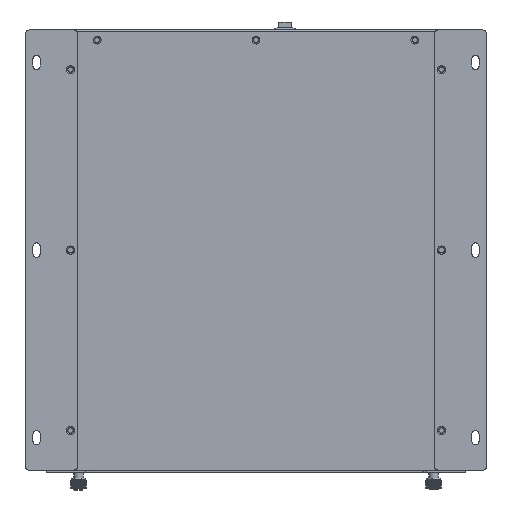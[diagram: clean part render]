
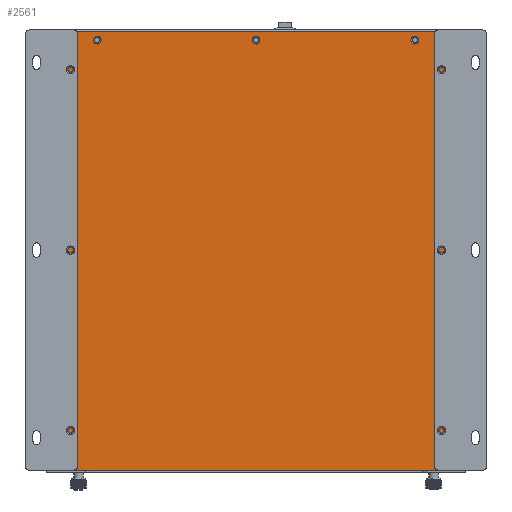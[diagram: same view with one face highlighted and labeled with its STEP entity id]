
A CAD part, front view. The second image highlights one B-rep face of the part: STEP entity #2561.
In plain terms, the highlighted planar face has unit normal (0, -1, 0).
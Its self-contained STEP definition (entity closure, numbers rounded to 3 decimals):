
#1384 = VECTOR ( 'NONE', #31890, 1000. ) ;
#1501 = CARTESIAN_POINT ( 'NONE',  ( 0., -87., -4.25 ) ) ;
#2104 = VERTEX_POINT ( 'NONE', #17745 ) ;
#2272 = VERTEX_POINT ( 'NONE', #25320 ) ;
#2561 = ADVANCED_FACE ( 'NONE', ( #30296, #27041, #36636, #6855 ), #17266, .F. ) ;
#3153 = DIRECTION ( 'NONE',  ( 0., 0., 1. ) ) ;
#3469 = DIRECTION ( 'NONE',  ( 0., 1., 0. ) ) ;
#3683 = CARTESIAN_POINT ( 'NONE',  ( 145., -87., -1.1 ) ) ;
#4009 = DIRECTION ( 'NONE',  ( 0., 1., 0. ) ) ;
#4745 = EDGE_LOOP ( 'NONE', ( #7289, #38737 ) ) ;
#5421 = VERTEX_POINT ( 'NONE', #19692 ) ;
#5946 = LINE ( 'NONE', #16804, #9934 ) ;
#6855 = FACE_BOUND ( 'NONE', #4745, .T. ) ;
#6930 = ORIENTED_EDGE ( 'NONE', *, *, #27484, .F. ) ;
#6933 = DIRECTION ( 'NONE',  ( 0., 1., 0. ) ) ;
#6955 = DIRECTION ( 'NONE',  ( 1., 0., 0. ) ) ;
#7289 = ORIENTED_EDGE ( 'NONE', *, *, #9279, .T. ) ;
#7751 = VECTOR ( 'NONE', #21034, 1000. ) ;
#8109 = DIRECTION ( 'NONE',  ( 0., 0., 1. ) ) ;
#8365 = ORIENTED_EDGE ( 'NONE', *, *, #36561, .F. ) ;
#8393 = VERTEX_POINT ( 'NONE', #31540 ) ;
#8421 = EDGE_CURVE ( 'NONE', #24603, #2272, #39462, .T. ) ;
#8610 = VERTEX_POINT ( 'NONE', #10232 ) ;
#8835 = VERTEX_POINT ( 'NONE', #1501 ) ;
#9279 = EDGE_CURVE ( 'NONE', #8610, #2104, #15210, .T. ) ;
#9701 = DIRECTION ( 'NONE',  ( 0., 1., 0. ) ) ;
#9934 = VECTOR ( 'NONE', #19646, 1000. ) ;
#10232 = CARTESIAN_POINT ( 'NONE',  ( 110., -87., -9.75 ) ) ;
#10403 = ORIENTED_EDGE ( 'NONE', *, *, #34935, .F. ) ;
#12016 = CARTESIAN_POINT ( 'NONE',  ( -145., -87., -1.1 ) ) ;
#12416 = EDGE_CURVE ( 'NONE', #5421, #14324, #5946, .T. ) ;
#12707 = AXIS2_PLACEMENT_3D ( 'NONE', #39368, #3469, #13249 ) ;
#13249 = DIRECTION ( 'NONE',  ( 0., 0., 1. ) ) ;
#13673 = ORIENTED_EDGE ( 'NONE', *, *, #38837, .T. ) ;
#13988 = CIRCLE ( 'NONE', #19551, 2.75 ) ;
#14073 = CARTESIAN_POINT ( 'NONE',  ( 145., -87., -1.1 ) ) ;
#14324 = VERTEX_POINT ( 'NONE', #21619 ) ;
#14722 = ORIENTED_EDGE ( 'NONE', *, *, #12416, .F. ) ;
#14924 = DIRECTION ( 'NONE',  ( 1., 0., 0. ) ) ;
#15210 = CIRCLE ( 'NONE', #36753, 2.75 ) ;
#15600 = EDGE_CURVE ( 'NONE', #41801, #5421, #35377, .T. ) ;
#16804 = CARTESIAN_POINT ( 'NONE',  ( 145., -87., -305. ) ) ;
#16977 = CARTESIAN_POINT ( 'NONE',  ( 145., -87., -1.1 ) ) ;
#17266 = PLANE ( 'NONE',  #26802 ) ;
#17285 = CARTESIAN_POINT ( 'NONE',  ( 110., -87., -7. ) ) ;
#17745 = CARTESIAN_POINT ( 'NONE',  ( 110., -87., -4.25 ) ) ;
#17887 = CARTESIAN_POINT ( 'NONE',  ( 0., -87., -7. ) ) ;
#18075 = DIRECTION ( 'NONE',  ( 0., 1., 0. ) ) ;
#18196 = LINE ( 'NONE', #14073, #7751 ) ;
#19016 = ORIENTED_EDGE ( 'NONE', *, *, #21962, .F. ) ;
#19551 = AXIS2_PLACEMENT_3D ( 'NONE', #36717, #6933, #22797 ) ;
#19637 = CIRCLE ( 'NONE', #12707, 2.75 ) ;
#19646 = DIRECTION ( 'NONE',  ( -1., 0., 0. ) ) ;
#19692 = CARTESIAN_POINT ( 'NONE',  ( 145., -87., -305. ) ) ;
#20103 = CARTESIAN_POINT ( 'NONE',  ( 0., -87., 0. ) ) ;
#20536 = DIRECTION ( 'NONE',  ( 0., 0., -1. ) ) ;
#20814 = ORIENTED_EDGE ( 'NONE', *, *, #8421, .T. ) ;
#21034 = DIRECTION ( 'NONE',  ( 1., 0., 0. ) ) ;
#21471 = EDGE_CURVE ( 'NONE', #2104, #8610, #33540, .T. ) ;
#21619 = CARTESIAN_POINT ( 'NONE',  ( -145., -87., -305. ) ) ;
#21789 = EDGE_CURVE ( 'NONE', #2272, #24603, #19637, .T. ) ;
#21962 = EDGE_CURVE ( 'NONE', #22858, #41801, #36743, .T. ) ;
#22402 = CARTESIAN_POINT ( 'NONE',  ( 143.9, -87., -1.1 ) ) ;
#22537 = CIRCLE ( 'NONE', #25996, 2.75 ) ;
#22797 = DIRECTION ( 'NONE',  ( 0., 0., 1. ) ) ;
#22858 = VERTEX_POINT ( 'NONE', #22402 ) ;
#24190 = ORIENTED_EDGE ( 'NONE', *, *, #41281, .T. ) ;
#24603 = VERTEX_POINT ( 'NONE', #28221 ) ;
#24611 = DIRECTION ( 'NONE',  ( 0., 1., 0. ) ) ;
#24831 = AXIS2_PLACEMENT_3D ( 'NONE', #35028, #18075, #32181 ) ;
#25320 = CARTESIAN_POINT ( 'NONE',  ( -110., -87., -4.25 ) ) ;
#25777 = CARTESIAN_POINT ( 'NONE',  ( 145., -87., -1. ) ) ;
#25996 = AXIS2_PLACEMENT_3D ( 'NONE', #17887, #24611, #8109 ) ;
#26741 = EDGE_LOOP ( 'NONE', ( #8365, #6930, #14722, #39692, #19016, #10403 ) ) ;
#26802 = AXIS2_PLACEMENT_3D ( 'NONE', #20103, #4009, #20536 ) ;
#26909 = DIRECTION ( 'NONE',  ( 0., 0., 1. ) ) ;
#27041 = FACE_BOUND ( 'NONE', #42055, .T. ) ;
#27096 = EDGE_LOOP ( 'NONE', ( #24190, #13673 ) ) ;
#27484 = EDGE_CURVE ( 'NONE', #14324, #28122, #36729, .T. ) ;
#28122 = VERTEX_POINT ( 'NONE', #12016 ) ;
#28221 = CARTESIAN_POINT ( 'NONE',  ( -110., -87., -9.75 ) ) ;
#28222 = ORIENTED_EDGE ( 'NONE', *, *, #21789, .T. ) ;
#28674 = VECTOR ( 'NONE', #6955, 1000. ) ;
#30296 = FACE_OUTER_BOUND ( 'NONE', #26741, .T. ) ;
#30528 = DIRECTION ( 'NONE',  ( 0., 0., 1. ) ) ;
#31540 = CARTESIAN_POINT ( 'NONE',  ( 0., -87., -9.75 ) ) ;
#31871 = CARTESIAN_POINT ( 'NONE',  ( 110., -87., -7. ) ) ;
#31890 = DIRECTION ( 'NONE',  ( 0., 0., -1. ) ) ;
#32181 = DIRECTION ( 'NONE',  ( 0., 0., 1. ) ) ;
#33540 = CIRCLE ( 'NONE', #38387, 2.75 ) ;
#34906 = VECTOR ( 'NONE', #26909, 1000. ) ;
#34935 = EDGE_CURVE ( 'NONE', #38424, #22858, #41680, .T. ) ;
#35028 = CARTESIAN_POINT ( 'NONE',  ( -110., -87., -7. ) ) ;
#35377 = LINE ( 'NONE', #25777, #1384 ) ;
#36561 = EDGE_CURVE ( 'NONE', #28122, #38424, #18196, .T. ) ;
#36636 = FACE_BOUND ( 'NONE', #27096, .T. ) ;
#36717 = CARTESIAN_POINT ( 'NONE',  ( 0., -87., -7. ) ) ;
#36729 = LINE ( 'NONE', #39354, #34906 ) ;
#36743 = LINE ( 'NONE', #3683, #28674 ) ;
#36753 = AXIS2_PLACEMENT_3D ( 'NONE', #31871, #38630, #3153 ) ;
#37405 = CARTESIAN_POINT ( 'NONE',  ( 145., -87., -1.1 ) ) ;
#38387 = AXIS2_PLACEMENT_3D ( 'NONE', #17285, #9701, #30528 ) ;
#38424 = VERTEX_POINT ( 'NONE', #40040 ) ;
#38630 = DIRECTION ( 'NONE',  ( 0., 1., 0. ) ) ;
#38737 = ORIENTED_EDGE ( 'NONE', *, *, #21471, .T. ) ;
#38837 = EDGE_CURVE ( 'NONE', #8835, #8393, #13988, .T. ) ;
#39002 = VECTOR ( 'NONE', #14924, 1000. ) ;
#39354 = CARTESIAN_POINT ( 'NONE',  ( -145., -87., -12. ) ) ;
#39368 = CARTESIAN_POINT ( 'NONE',  ( -110., -87., -7. ) ) ;
#39462 = CIRCLE ( 'NONE', #24831, 2.75 ) ;
#39692 = ORIENTED_EDGE ( 'NONE', *, *, #15600, .F. ) ;
#40040 = CARTESIAN_POINT ( 'NONE',  ( -143.9, -87., -1.1 ) ) ;
#41281 = EDGE_CURVE ( 'NONE', #8393, #8835, #22537, .T. ) ;
#41680 = LINE ( 'NONE', #37405, #39002 ) ;
#41801 = VERTEX_POINT ( 'NONE', #16977 ) ;
#42055 = EDGE_LOOP ( 'NONE', ( #20814, #28222 ) ) ;
